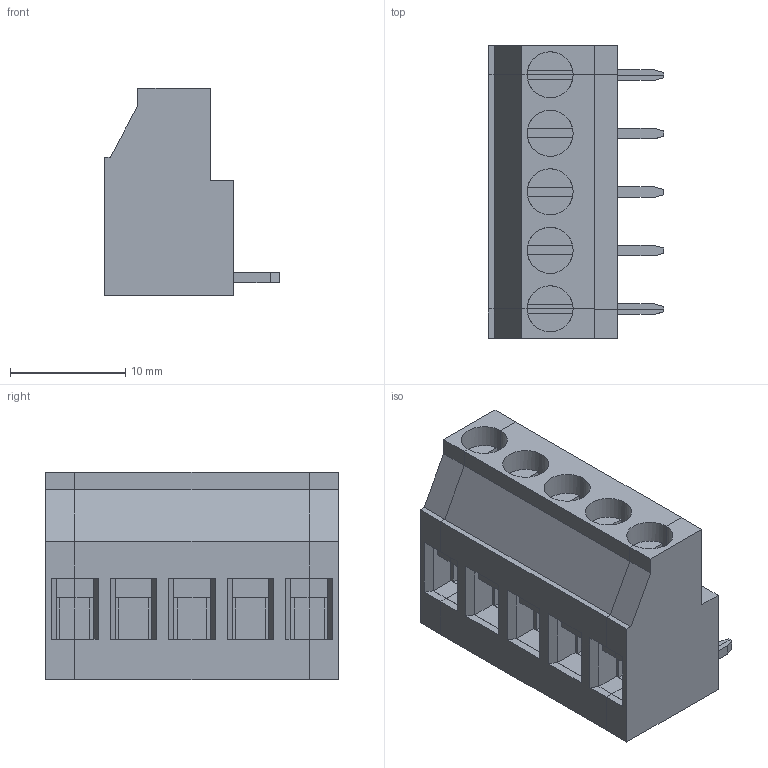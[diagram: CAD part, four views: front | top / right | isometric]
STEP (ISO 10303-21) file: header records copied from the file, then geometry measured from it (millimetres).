
FILE_DESCRIPTION( ( 'Unknown' ), '1' );
FILE_NAME( '691244500005.stp', 'Unknown', ( 'Unknown' ), ( 'Unknown' ), 'PSStep 17.0.49', 'Unknown', ' ' );
FILE_SCHEMA( ( 'AUTOMOTIVE_DESIGN { 1 0 10303 214 1 1 1 1 }' ) );
Length unit declared in the file: millimetre
Products named in the file (4): Assem1; MRT15P5.08SQ_CNT; MRT15P5.08SQ_DX; MRT15P5.08SQ_SX
Assembly tree (3 placements, depth 2):
  Assem1
    MRT15P5.08SQ_CNT
    MRT15P5.08SQ_DX
    MRT15P5.08SQ_SX
Bounding box: 15.2 x 25.4 x 18 mm (x, y, z)
Volume: 3796.4 mm3; surface area: 3154.1 mm2
Topology: 3 solids, 3 shells, 246 faces, 672 edges, 441 vertices
Faces by surface type: plane 239, cylinder 7
Full cylindrical faces by diameter (mm): 4 x3
Entity records: 9615 total; most frequent: CARTESIAN_POINT 1354, ORIENTED_EDGE 1332, DIRECTION 1197, EDGE_CURVE 666, LINE 635, VECTOR 635, VERTEX_POINT 438, AXIS2_PLACEMENT_3D 281
